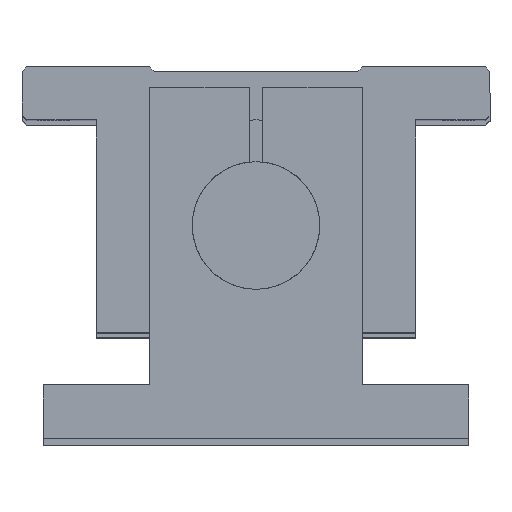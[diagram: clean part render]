
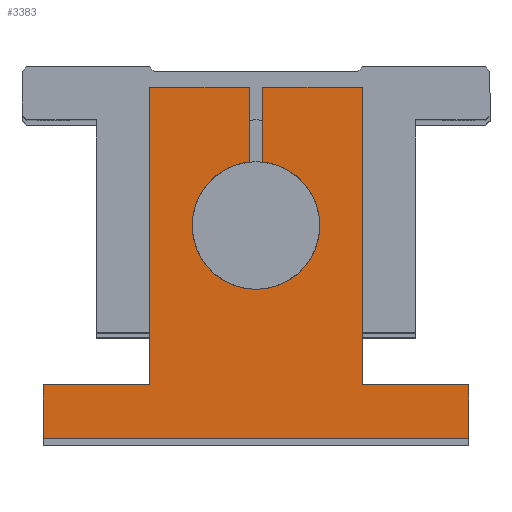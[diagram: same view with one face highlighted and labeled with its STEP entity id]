
A CAD part, top view. The second image highlights one B-rep face of the part: STEP entity #3383.
In plain terms, the highlighted planar face has unit normal (0, 0, 1).
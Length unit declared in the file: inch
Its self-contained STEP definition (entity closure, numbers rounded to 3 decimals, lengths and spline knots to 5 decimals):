
#7 = LINE ( 'NONE', #1402, #2516 ) ;
#24 = VERTEX_POINT ( 'NONE', #1046 ) ;
#44 = LINE ( 'NONE', #4515, #1296 ) ;
#64 = EDGE_CURVE ( 'NONE', #4176, #4459, #708, .T. ) ;
#95 = DIRECTION ( 'NONE',  ( 0., 1., 0. ) ) ;
#115 = VERTEX_POINT ( 'NONE', #3257 ) ;
#226 = ORIENTED_EDGE ( 'NONE', *, *, #2348, .F. ) ;
#246 = DIRECTION ( 'NONE',  ( 0., 1., 0. ) ) ;
#317 = CARTESIAN_POINT ( 'NONE',  ( -1.05528, -0.61269, 7.51958 ) ) ;
#391 = EDGE_CURVE ( 'NONE', #3246, #2694, #7, .T. ) ;
#411 = CARTESIAN_POINT ( 'NONE',  ( -2.34465, 1.13731, 7.51958 ) ) ;
#467 = VERTEX_POINT ( 'NONE', #1445 ) ;
#496 = ORIENTED_EDGE ( 'NONE', *, *, #3918, .F. ) ;
#500 = CARTESIAN_POINT ( 'NONE',  ( -2.93028, -0.61269, 7.51958 ) ) ;
#510 = DIRECTION ( 'NONE',  ( 0., 1., 0. ) ) ;
#560 = EDGE_LOOP ( 'NONE', ( #2139, #2937, #687, #2590, #3290, #226, #4014, #3755, #2688, #2254, #4361, #496, #2545 ) ) ;
#581 = CARTESIAN_POINT ( 'NONE',  ( -2.26591, 1.13731, 7.51958 ) ) ;
#594 = LINE ( 'NONE', #3779, #2022 ) ;
#603 = AXIS2_PLACEMENT_3D ( 'NONE', #3502, #1074, #2836 ) ;
#687 = ORIENTED_EDGE ( 'NONE', *, *, #4054, .T. ) ;
#707 = DIRECTION ( 'NONE',  ( 1., 0., 0. ) ) ;
#708 = LINE ( 'NONE', #2111, #1314 ) ;
#795 = CARTESIAN_POINT ( 'NONE',  ( -2.30528, 0.32432, 7.51958 ) ) ;
#796 = EDGE_CURVE ( 'NONE', #2087, #4176, #3833, .T. ) ;
#882 = CARTESIAN_POINT ( 'NONE',  ( -1.05528, -0.92568, 7.51958 ) ) ;
#902 = CARTESIAN_POINT ( 'NONE',  ( -1.68028, -0.61269, 7.51958 ) ) ;
#1004 = EDGE_CURVE ( 'NONE', #1317, #2263, #44, .T. ) ;
#1046 = CARTESIAN_POINT ( 'NONE',  ( -3.55528, -0.61269, 7.51958 ) ) ;
#1074 = DIRECTION ( 'NONE',  ( 0., 0., 1. ) ) ;
#1095 = DIRECTION ( 'NONE',  ( 0., -1., 0. ) ) ;
#1136 = DIRECTION ( 'NONE',  ( 0., 0., -1. ) ) ;
#1177 = DIRECTION ( 'NONE',  ( 1., 0., 0. ) ) ;
#1214 = DIRECTION ( 'NONE',  ( 0., -1., 0. ) ) ;
#1296 = VECTOR ( 'NONE', #1095, 39.37008 ) ;
#1314 = VECTOR ( 'NONE', #3497, 39.37008 ) ;
#1317 = VERTEX_POINT ( 'NONE', #411 ) ;
#1402 = CARTESIAN_POINT ( 'NONE',  ( -2.26591, 0.69724, 7.51958 ) ) ;
#1445 = CARTESIAN_POINT ( 'NONE',  ( -2.30528, -0.05068, 7.51958 ) ) ;
#1455 = EDGE_CURVE ( 'NONE', #3246, #467, #1948, .T. ) ;
#1519 = LINE ( 'NONE', #2918, #1626 ) ;
#1626 = VECTOR ( 'NONE', #1177, 39.37008 ) ;
#1656 = CARTESIAN_POINT ( 'NONE',  ( -3.55528, -0.92568, 7.51958 ) ) ;
#1682 = CARTESIAN_POINT ( 'NONE',  ( -1.05528, -0.92568, 7.51958 ) ) ;
#1708 = EDGE_CURVE ( 'NONE', #2694, #2756, #594, .T. ) ;
#1789 = CARTESIAN_POINT ( 'NONE',  ( -2.26591, 0.69724, 7.51958 ) ) ;
#1855 = VECTOR ( 'NONE', #707, 39.37008 ) ;
#1892 = DIRECTION ( 'NONE',  ( 1., 0., 0. ) ) ;
#1948 = CIRCLE ( 'NONE', #3256, 0.375 ) ;
#1963 = VERTEX_POINT ( 'NONE', #4175 ) ;
#2022 = VECTOR ( 'NONE', #4368, 39.37008 ) ;
#2087 = VERTEX_POINT ( 'NONE', #317 ) ;
#2111 = CARTESIAN_POINT ( 'NONE',  ( -3.55528, -0.92568, 7.51958 ) ) ;
#2116 = FACE_OUTER_BOUND ( 'NONE', #560, .T. ) ;
#2121 = EDGE_CURVE ( 'NONE', #115, #2087, #2474, .T. ) ;
#2137 = VECTOR ( 'NONE', #1214, 39.37008 ) ;
#2139 = ORIENTED_EDGE ( 'NONE', *, *, #391, .F. ) ;
#2185 = VECTOR ( 'NONE', #4177, 39.37008 ) ;
#2254 = ORIENTED_EDGE ( 'NONE', *, *, #796, .F. ) ;
#2263 = VERTEX_POINT ( 'NONE', #3233 ) ;
#2332 = LINE ( 'NONE', #2667, #3749 ) ;
#2348 = EDGE_CURVE ( 'NONE', #1963, #2838, #2332, .T. ) ;
#2474 = LINE ( 'NONE', #4527, #1855 ) ;
#2504 = PLANE ( 'NONE',  #603 ) ;
#2516 = VECTOR ( 'NONE', #95, 39.37008 ) ;
#2536 = DIRECTION ( 'NONE',  ( 0., -1., 0. ) ) ;
#2545 = ORIENTED_EDGE ( 'NONE', *, *, #1708, .F. ) ;
#2580 = LINE ( 'NONE', #500, #3820 ) ;
#2590 = ORIENTED_EDGE ( 'NONE', *, *, #1004, .F. ) ;
#2625 = EDGE_CURVE ( 'NONE', #4459, #24, #2998, .T. ) ;
#2667 = CARTESIAN_POINT ( 'NONE',  ( -2.93028, -0.61269, 7.51958 ) ) ;
#2688 = ORIENTED_EDGE ( 'NONE', *, *, #64, .F. ) ;
#2694 = VERTEX_POINT ( 'NONE', #581 ) ;
#2734 = CARTESIAN_POINT ( 'NONE',  ( -2.93028, 1.13731, 7.51958 ) ) ;
#2756 = VERTEX_POINT ( 'NONE', #3741 ) ;
#2836 = DIRECTION ( 'NONE',  ( 1., 0., 0. ) ) ;
#2838 = VERTEX_POINT ( 'NONE', #2734 ) ;
#2918 = CARTESIAN_POINT ( 'NONE',  ( -2.34465, 1.13731, 7.51958 ) ) ;
#2937 = ORIENTED_EDGE ( 'NONE', *, *, #1455, .T. ) ;
#2998 = LINE ( 'NONE', #1656, #3152 ) ;
#3152 = VECTOR ( 'NONE', #510, 39.37008 ) ;
#3211 = CARTESIAN_POINT ( 'NONE',  ( -2.30528, 0.32432, 7.51958 ) ) ;
#3233 = CARTESIAN_POINT ( 'NONE',  ( -2.34465, 0.69724, 7.51958 ) ) ;
#3246 = VERTEX_POINT ( 'NONE', #1789 ) ;
#3256 = AXIS2_PLACEMENT_3D ( 'NONE', #795, #1136, #3919 ) ;
#3257 = CARTESIAN_POINT ( 'NONE',  ( -1.68028, -0.61269, 7.51958 ) ) ;
#3287 = CARTESIAN_POINT ( 'NONE',  ( -3.55528, -0.92568, 7.51958 ) ) ;
#3290 = ORIENTED_EDGE ( 'NONE', *, *, #4322, .F. ) ;
#3293 = CIRCLE ( 'NONE', #4252, 0.375 ) ;
#3383 = ADVANCED_FACE ( 'NONE', ( #2116 ), #2504, .T. ) ;
#3497 = DIRECTION ( 'NONE',  ( -1., 0., 0. ) ) ;
#3502 = CARTESIAN_POINT ( 'NONE',  ( -3.55528, -0.92568, 7.51958 ) ) ;
#3741 = CARTESIAN_POINT ( 'NONE',  ( -1.68028, 1.13731, 7.51958 ) ) ;
#3749 = VECTOR ( 'NONE', #246, 39.37008 ) ;
#3755 = ORIENTED_EDGE ( 'NONE', *, *, #2625, .F. ) ;
#3779 = CARTESIAN_POINT ( 'NONE',  ( -1.68028, 1.13731, 7.51958 ) ) ;
#3820 = VECTOR ( 'NONE', #1892, 39.37008 ) ;
#3833 = LINE ( 'NONE', #1682, #2185 ) ;
#3918 = EDGE_CURVE ( 'NONE', #2756, #115, #4359, .T. ) ;
#3919 = DIRECTION ( 'NONE',  ( 0., -1., 0. ) ) ;
#3950 = DIRECTION ( 'NONE',  ( 0., 0., -1. ) ) ;
#4014 = ORIENTED_EDGE ( 'NONE', *, *, #4327, .F. ) ;
#4054 = EDGE_CURVE ( 'NONE', #467, #2263, #3293, .T. ) ;
#4175 = CARTESIAN_POINT ( 'NONE',  ( -2.93028, -0.61269, 7.51958 ) ) ;
#4176 = VERTEX_POINT ( 'NONE', #882 ) ;
#4177 = DIRECTION ( 'NONE',  ( 0., -1., 0. ) ) ;
#4252 = AXIS2_PLACEMENT_3D ( 'NONE', #3211, #3950, #2536 ) ;
#4322 = EDGE_CURVE ( 'NONE', #2838, #1317, #1519, .T. ) ;
#4327 = EDGE_CURVE ( 'NONE', #24, #1963, #2580, .T. ) ;
#4359 = LINE ( 'NONE', #902, #2137 ) ;
#4361 = ORIENTED_EDGE ( 'NONE', *, *, #2121, .F. ) ;
#4368 = DIRECTION ( 'NONE',  ( 1., 0., 0. ) ) ;
#4459 = VERTEX_POINT ( 'NONE', #3287 ) ;
#4515 = CARTESIAN_POINT ( 'NONE',  ( -2.34465, 0.69724, 7.51958 ) ) ;
#4527 = CARTESIAN_POINT ( 'NONE',  ( -1.68028, -0.61269, 7.51958 ) ) ;
